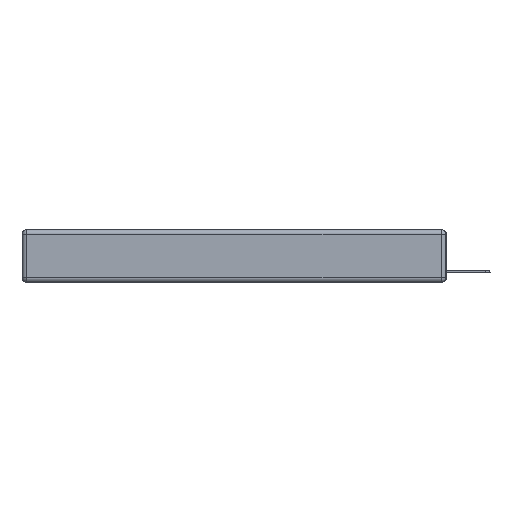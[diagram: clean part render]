
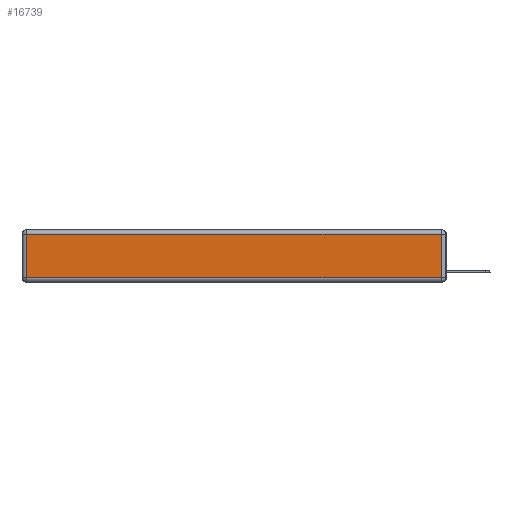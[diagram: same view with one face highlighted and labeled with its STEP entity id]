
A CAD part, left-side view. The second image highlights one B-rep face of the part: STEP entity #16739.
In plain terms, the highlighted planar face has unit normal (-1, 0, 0).
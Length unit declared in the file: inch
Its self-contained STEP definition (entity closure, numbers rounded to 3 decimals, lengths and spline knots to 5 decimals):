
#49 = LINE ( 'NONE', #17046, #12086 ) ;
#2143 = EDGE_CURVE ( 'NONE', #15575, #21679, #16108, .T. ) ;
#2521 = VERTEX_POINT ( 'NONE', #8164 ) ;
#4703 = EDGE_CURVE ( 'NONE', #21747, #2521, #23899, .T. ) ;
#4800 = ORIENTED_EDGE ( 'NONE', *, *, #18062, .T. ) ;
#5090 = CARTESIAN_POINT ( 'NONE',  ( 0., 0., -0.313 ) ) ;
#6113 = VECTOR ( 'NONE', #7299, 39.37008 ) ;
#7299 = DIRECTION ( 'NONE',  ( 0., -1., 0. ) ) ;
#8041 = EDGE_LOOP ( 'NONE', ( #21986, #10369, #4800, #23327 ) ) ;
#8164 = CARTESIAN_POINT ( 'NONE',  ( 0., 0.03, -0.03 ) ) ;
#9006 = DIRECTION ( 'NONE',  ( 0., 1., 0. ) ) ;
#9254 = EDGE_CURVE ( 'NONE', #21679, #21747, #22977, .T. ) ;
#10202 = DIRECTION ( 'NONE',  ( -1., 0., 0. ) ) ;
#10369 = ORIENTED_EDGE ( 'NONE', *, *, #4703, .T. ) ;
#11249 = DIRECTION ( 'NONE',  ( 0., 0., -1. ) ) ;
#11826 = CARTESIAN_POINT ( 'NONE',  ( 0., 2.72, -0.313 ) ) ;
#12086 = VECTOR ( 'NONE', #9006, 39.37008 ) ;
#12585 = DIRECTION ( 'NONE',  ( 0., 0., 1. ) ) ;
#15173 = VECTOR ( 'NONE', #11249, 39.37008 ) ;
#15575 = VERTEX_POINT ( 'NONE', #22950 ) ;
#15728 = AXIS2_PLACEMENT_3D ( 'NONE', #26267, #10202, #12585 ) ;
#16108 = LINE ( 'NONE', #23240, #15173 ) ;
#16201 = CARTESIAN_POINT ( 'NONE',  ( 0., 0.03, -0.313 ) ) ;
#16739 = ADVANCED_FACE ( 'NONE', ( #23114 ), #22212, .T. ) ;
#17046 = CARTESIAN_POINT ( 'NONE',  ( 0., 2.75, -0.03 ) ) ;
#18062 = EDGE_CURVE ( 'NONE', #2521, #15575, #49, .T. ) ;
#21679 = VERTEX_POINT ( 'NONE', #11826 ) ;
#21747 = VERTEX_POINT ( 'NONE', #16201 ) ;
#21986 = ORIENTED_EDGE ( 'NONE', *, *, #9254, .T. ) ;
#22212 = PLANE ( 'NONE',  #15728 ) ;
#22497 = DIRECTION ( 'NONE',  ( 0., 0., 1. ) ) ;
#22588 = CARTESIAN_POINT ( 'NONE',  ( 0., 0.03, -0.343 ) ) ;
#22950 = CARTESIAN_POINT ( 'NONE',  ( 0., 2.72, -0.03 ) ) ;
#22977 = LINE ( 'NONE', #5090, #6113 ) ;
#23114 = FACE_OUTER_BOUND ( 'NONE', #8041, .T. ) ;
#23240 = CARTESIAN_POINT ( 'NONE',  ( 0., 2.72, -0.343 ) ) ;
#23327 = ORIENTED_EDGE ( 'NONE', *, *, #2143, .T. ) ;
#23899 = LINE ( 'NONE', #22588, #25799 ) ;
#25799 = VECTOR ( 'NONE', #22497, 39.37008 ) ;
#26267 = CARTESIAN_POINT ( 'NONE',  ( 0., 0., -0.343 ) ) ;
